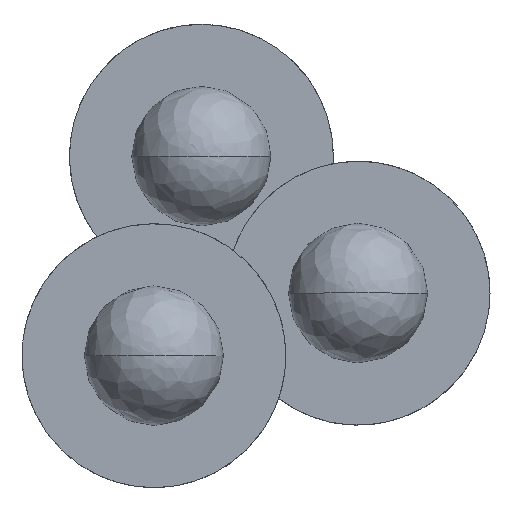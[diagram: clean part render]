
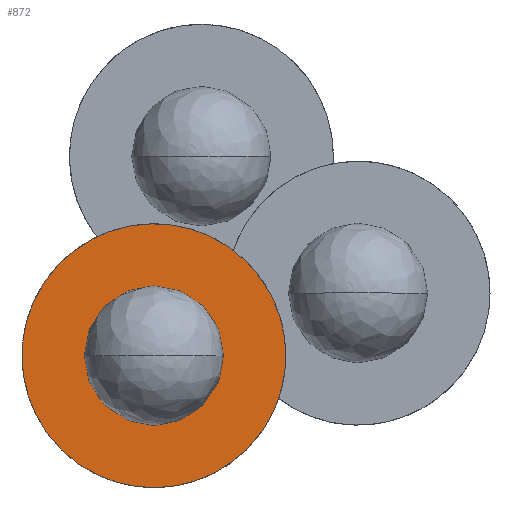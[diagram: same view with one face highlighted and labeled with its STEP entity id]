
A CAD part, top view. The second image highlights one B-rep face of the part: STEP entity #872.
In plain terms, the highlighted planar face has unit normal (0, 0, 1).
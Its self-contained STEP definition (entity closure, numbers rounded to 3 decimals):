
#297=FACE_BOUND('',#2478,.T.);
#872=ADVANCED_FACE('',(#1619,#297),#10590,.T.);
#1619=FACE_OUTER_BOUND('',#2477,.T.);
#2477=EDGE_LOOP('',(#5011,#5012));
#2478=EDGE_LOOP('',(#5013,#5014));
#5011=ORIENTED_EDGE('',*,*,#7151,.T.);
#5012=ORIENTED_EDGE('',*,*,#7355,.T.);
#5013=ORIENTED_EDGE('',*,*,#7382,.F.);
#5014=ORIENTED_EDGE('',*,*,#7205,.F.);
#7151=EDGE_CURVE('',#10048,#10179,#8448,.T.);
#7205=EDGE_CURVE('',#10081,#10195,#9144,.T.);
#7355=EDGE_CURVE('',#10179,#10048,#8605,.T.);
#7382=EDGE_CURVE('',#10195,#10081,#9184,.T.);
#8448=(
BOUNDED_CURVE()
B_SPLINE_CURVE(2,(#19026,#19027,#19028,#19029,#19030),.UNSPECIFIED.,.F.,
 .F.)
B_SPLINE_CURVE_WITH_KNOTS((3,2,3),(0.,178.285,356.571),
 .UNSPECIFIED.)
CURVE()
GEOMETRIC_REPRESENTATION_ITEM()
RATIONAL_B_SPLINE_CURVE((1.,0.707,1.,0.707,1.))
REPRESENTATION_ITEM('')
);
#8605=(
BOUNDED_CURVE()
B_SPLINE_CURVE(2,(#19951,#19952,#19953,#19954,#19955),.UNSPECIFIED.,.F.,
 .F.)
B_SPLINE_CURVE_WITH_KNOTS((3,2,3),(356.571,534.856,713.142),
 .UNSPECIFIED.)
CURVE()
GEOMETRIC_REPRESENTATION_ITEM()
RATIONAL_B_SPLINE_CURVE((1.,0.707,1.,0.707,1.))
REPRESENTATION_ITEM('')
);
#9144=B_SPLINE_CURVE_WITH_KNOTS('',3,(#19269,#19270,#19271,#19272,#19273,
#19274,#19275,#19276,#19277,#19278,#19279,#19280,#19281,#19282,#19283,#19284,
#19285,#19286,#19287,#19288,#19289,#19290,#19291,#19292,#19293),
 .UNSPECIFIED.,.F.,.F.,(4,3,3,3,3,3,3,3,4),(0.,20.856,43.476,
66.097,86.953,107.808,130.429,153.05,
173.905),.UNSPECIFIED.);
#9184=B_SPLINE_CURVE_WITH_KNOTS('',3,(#20073,#20074,#20075,#20076,#20077,
#20078,#20079,#20080,#20081,#20082,#20083,#20084,#20085,#20086,#20087,#20088,
#20089,#20090,#20091,#20092,#20093,#20094,#20095,#20096,#20097),
 .UNSPECIFIED.,.F.,.F.,(4,3,3,3,3,3,3,3,4),(173.905,194.761,
217.382,240.002,260.858,281.714,304.334,
326.955,347.811),.UNSPECIFIED.);
#10048=VERTEX_POINT('',#18772);
#10081=VERTEX_POINT('',#18805);
#10179=VERTEX_POINT('',#18903);
#10195=VERTEX_POINT('',#18919);
#10590=PLANE('',#11671);
#11671=AXIS2_PLACEMENT_3D('',#18644,#12338,$);
#12338=DIRECTION('',(0.,0.,1.));
#18644=CARTESIAN_POINT('',(762.71,-283.533,50.));
#18772=CARTESIAN_POINT('',(1018.085,-141.658,50.));
#18805=CARTESIAN_POINT('',(849.585,-141.658,50.));
#18903=CARTESIAN_POINT('',(791.085,-141.658,50.));
#18919=CARTESIAN_POINT('',(959.585,-141.658,50.));
#19026=CARTESIAN_POINT('',(1018.085,-141.658,50.));
#19027=CARTESIAN_POINT('',(1018.085,-28.158,50.));
#19028=CARTESIAN_POINT('',(904.585,-28.158,50.));
#19029=CARTESIAN_POINT('',(791.085,-28.158,50.));
#19030=CARTESIAN_POINT('',(791.085,-141.658,50.));
#19269=CARTESIAN_POINT('',(849.585,-141.658,50.));
#19270=CARTESIAN_POINT('',(849.585,-148.59,50.));
#19271=CARTESIAN_POINT('',(850.895,-155.458,50.));
#19272=CARTESIAN_POINT('',(853.447,-161.903,50.));
#19273=CARTESIAN_POINT('',(856.213,-168.89,50.));
#19274=CARTESIAN_POINT('',(860.381,-175.236,50.));
#19275=CARTESIAN_POINT('',(865.694,-180.549,50.));
#19276=CARTESIAN_POINT('',(871.008,-185.862,50.));
#19277=CARTESIAN_POINT('',(877.353,-190.03,50.));
#19278=CARTESIAN_POINT('',(884.34,-192.796,50.));
#19279=CARTESIAN_POINT('',(890.785,-195.348,50.));
#19280=CARTESIAN_POINT('',(897.654,-196.658,50.));
#19281=CARTESIAN_POINT('',(904.585,-196.658,50.));
#19282=CARTESIAN_POINT('',(911.517,-196.658,50.));
#19283=CARTESIAN_POINT('',(918.386,-195.348,50.));
#19284=CARTESIAN_POINT('',(924.83,-192.796,50.));
#19285=CARTESIAN_POINT('',(931.817,-190.03,50.));
#19286=CARTESIAN_POINT('',(938.163,-185.862,50.));
#19287=CARTESIAN_POINT('',(943.476,-180.549,50.));
#19288=CARTESIAN_POINT('',(948.789,-175.236,50.));
#19289=CARTESIAN_POINT('',(952.958,-168.89,50.));
#19290=CARTESIAN_POINT('',(955.723,-161.903,50.));
#19291=CARTESIAN_POINT('',(958.275,-155.458,50.));
#19292=CARTESIAN_POINT('',(959.585,-148.59,50.));
#19293=CARTESIAN_POINT('',(959.585,-141.658,50.));
#19951=CARTESIAN_POINT('',(791.085,-141.658,50.));
#19952=CARTESIAN_POINT('',(791.085,-255.158,50.));
#19953=CARTESIAN_POINT('',(904.585,-255.158,50.));
#19954=CARTESIAN_POINT('',(1018.085,-255.158,50.));
#19955=CARTESIAN_POINT('',(1018.085,-141.658,50.));
#20073=CARTESIAN_POINT('',(959.585,-141.658,50.));
#20074=CARTESIAN_POINT('',(959.585,-134.727,50.));
#20075=CARTESIAN_POINT('',(958.275,-127.858,50.));
#20076=CARTESIAN_POINT('',(955.723,-121.413,50.));
#20077=CARTESIAN_POINT('',(952.958,-114.426,50.));
#20078=CARTESIAN_POINT('',(948.789,-108.081,50.));
#20079=CARTESIAN_POINT('',(943.476,-102.767,50.));
#20080=CARTESIAN_POINT('',(938.163,-97.454,50.));
#20081=CARTESIAN_POINT('',(931.817,-93.286,50.));
#20082=CARTESIAN_POINT('',(924.83,-90.52,50.));
#20083=CARTESIAN_POINT('',(918.386,-87.968,50.));
#20084=CARTESIAN_POINT('',(911.517,-86.658,50.));
#20085=CARTESIAN_POINT('',(904.585,-86.658,50.));
#20086=CARTESIAN_POINT('',(897.654,-86.658,50.));
#20087=CARTESIAN_POINT('',(890.785,-87.968,50.));
#20088=CARTESIAN_POINT('',(884.34,-90.52,50.));
#20089=CARTESIAN_POINT('',(877.353,-93.286,50.));
#20090=CARTESIAN_POINT('',(871.008,-97.454,50.));
#20091=CARTESIAN_POINT('',(865.694,-102.767,50.));
#20092=CARTESIAN_POINT('',(860.381,-108.081,50.));
#20093=CARTESIAN_POINT('',(856.213,-114.426,50.));
#20094=CARTESIAN_POINT('',(853.447,-121.413,50.));
#20095=CARTESIAN_POINT('',(850.895,-127.858,50.));
#20096=CARTESIAN_POINT('',(849.585,-134.727,50.));
#20097=CARTESIAN_POINT('',(849.585,-141.658,50.));
